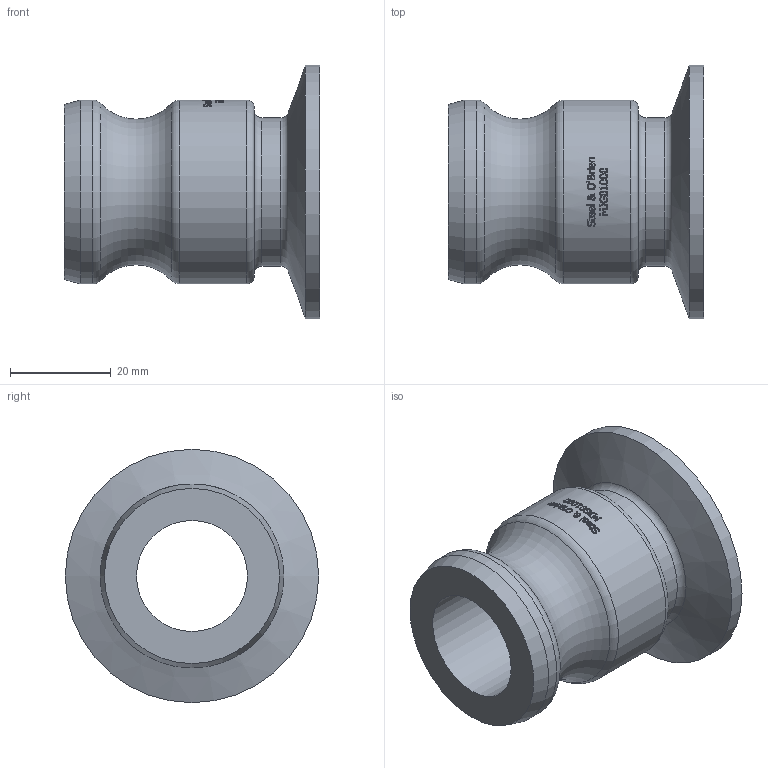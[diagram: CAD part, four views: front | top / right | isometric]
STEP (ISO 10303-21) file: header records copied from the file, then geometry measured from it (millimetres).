
FILE_DESCRIPTION(/* description */ (''),/* implementation_level */ '2;1');
FILE_NAME(/* name */ 'MJG01000.stp',/* time_stamp */ '2022-01-27T15:12:31-05:00',/* author */ ('rick'),/* organization */ (''),/* preprocessor_version */ 'ST-DEVELOPER v18.1',/* originating_system */ 'Autodesk Inventor 2020',/* authorisation */ '');
FILE_SCHEMA (('AUTOMOTIVE_DESIGN { 1 0 10303 214 3 1 1 }'));
Length unit declared in the file: inch
Products named in the file (1): MJG01000
Bounding box: 50.8 x 50.39 x 50.39 mm (x, y, z)
Volume: 30247.9 mm3; surface area: 12889.7 mm2
Topology: 1 solids, 1 shells, 360 faces, 984 edges, 662 vertices
Faces by surface type: bspline 187, plane 121, cylinder 39, torus 9, cone 4
Full cylindrical faces by diameter (mm): 22.098 x1, 29.464 x1, 36.601 x2, 50.394 x1
Entity records: 15893 total; most frequent: CARTESIAN_POINT 7766, ORIENTED_EDGE 1968, DIRECTION 1151, EDGE_CURVE 984, VERTEX_POINT 662, LINE 417, VECTOR 417, EDGE_LOOP 398
